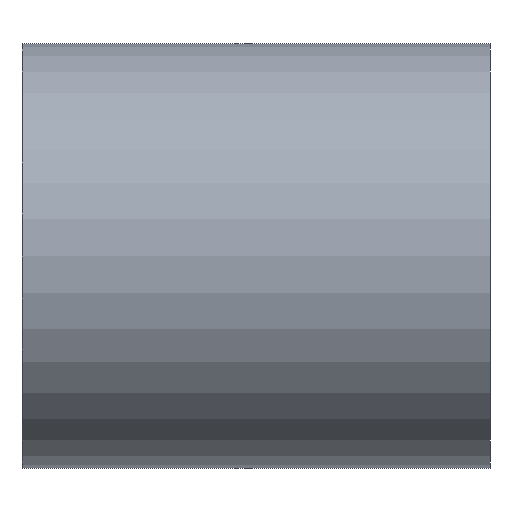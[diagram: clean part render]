
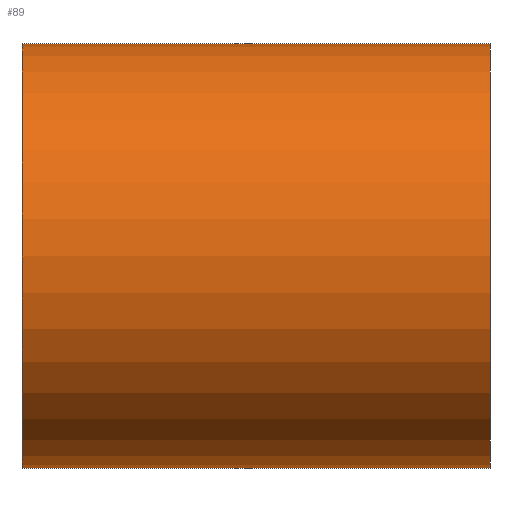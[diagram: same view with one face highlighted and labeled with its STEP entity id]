
A CAD part, front view. The second image highlights one B-rep face of the part: STEP entity #89.
In plain terms, the highlighted cylindrical face has radius 40.85 mm (diameter 81.7 mm), a full revolution.
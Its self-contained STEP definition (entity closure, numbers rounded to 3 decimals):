
#89 = ADVANCED_FACE( '', ( #191, #192 ), #193, .T. );
#191 = FACE_OUTER_BOUND( '', #306, .T. );
#192 = FACE_OUTER_BOUND( '', #307, .T. );
#193 = CYLINDRICAL_SURFACE( '', #308, 40.85 );
#306 = EDGE_LOOP( '', ( #490 ) );
#307 = EDGE_LOOP( '', ( #491 ) );
#308 = AXIS2_PLACEMENT_3D( '', #492, #493, #494 );
#490 = ORIENTED_EDGE( '', *, *, #776, .F. );
#491 = ORIENTED_EDGE( '', *, *, #777, .T. );
#492 = CARTESIAN_POINT( '', ( 90., 0., 0. ) );
#493 = DIRECTION( '', ( 1., 0., 0. ) );
#494 = DIRECTION( '', ( 0., 0., 1. ) );
#776 = EDGE_CURVE( '', #959, #959, #960, .T. );
#777 = EDGE_CURVE( '', #961, #961, #962, .T. );
#959 = VERTEX_POINT( '', #1199 );
#960 = CIRCLE( '', #1200, 40.85 );
#961 = VERTEX_POINT( '', #1201 );
#962 = CIRCLE( '', #1202, 40.85 );
#1199 = CARTESIAN_POINT( '', ( 90., 0., -40.85 ) );
#1200 = AXIS2_PLACEMENT_3D( '', #1383, #1384, #1385 );
#1201 = CARTESIAN_POINT( '', ( 0., 0., -40.85 ) );
#1202 = AXIS2_PLACEMENT_3D( '', #1386, #1387, #1388 );
#1383 = CARTESIAN_POINT( '', ( 90., 0., 0. ) );
#1384 = DIRECTION( '', ( 1., 0., 0. ) );
#1385 = DIRECTION( '', ( 0., 0., -1. ) );
#1386 = CARTESIAN_POINT( '', ( 0., 0., 0. ) );
#1387 = DIRECTION( '', ( 1., 0., 0. ) );
#1388 = DIRECTION( '', ( 0., 0., -1. ) );
